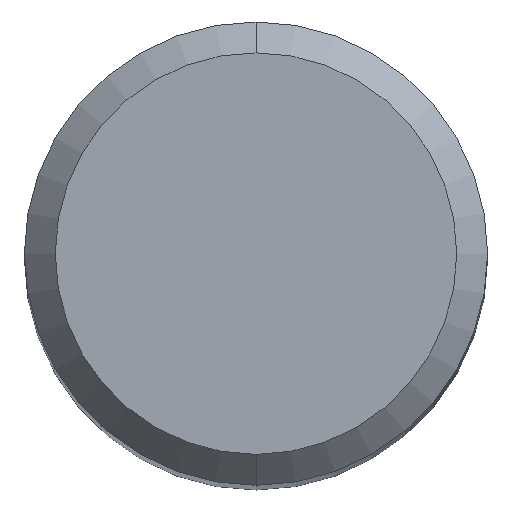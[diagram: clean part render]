
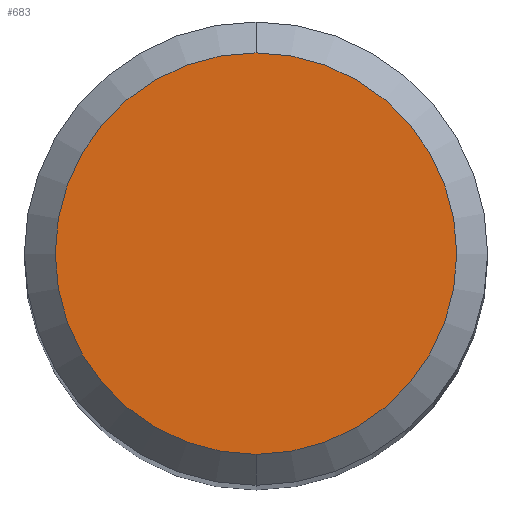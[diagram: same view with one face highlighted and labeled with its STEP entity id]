
A CAD part, top view. The second image highlights one B-rep face of the part: STEP entity #683.
In plain terms, the highlighted planar face has unit normal (0, 0, 1).
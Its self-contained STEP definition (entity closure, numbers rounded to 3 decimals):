
#683=ADVANCED_FACE('',(#1774),#1775,.T.);
#813=VERTEX_POINT('',#1916);
#1473=EDGE_CURVE('',#813,#1527,#2634,.T.);
#1509=EDGE_CURVE('',#1527,#813,#2679,.T.);
#1527=VERTEX_POINT('',#2700);
#1774=FACE_OUTER_BOUND('',#3613,.T.);
#1775=PLANE('',#3614);
#1916=CARTESIAN_POINT('',(0.,-2.6,0.0));
#2634=CIRCLE('',#7185,2.6);
#2679=CIRCLE('',#7465,2.6);
#2700=CARTESIAN_POINT('',(0.0,2.6,0.0));
#3613=EDGE_LOOP('',(#8223,#8224));
#3614=AXIS2_PLACEMENT_3D('',#8225,#8226,#8227);
#7185=AXIS2_PLACEMENT_3D('',#9136,#9137,#9138);
#7465=AXIS2_PLACEMENT_3D('',#9213,#9214,#9215);
#8223=ORIENTED_EDGE('',*,*,#1509,.F.);
#8224=ORIENTED_EDGE('',*,*,#1473,.F.);
#8225=CARTESIAN_POINT('',(0.0,1.3,0.0));
#8226=DIRECTION('',(-0.0,0.0,1.0));
#8227=DIRECTION('',(0.0,-1.0,0.0));
#9136=CARTESIAN_POINT('',(0.0,0.0,0.0));
#9137=DIRECTION('',(0.0,0.0,-1.0));
#9138=DIRECTION('',(0.0,1.0,0.0));
#9213=CARTESIAN_POINT('',(0.0,0.0,0.0));
#9214=DIRECTION('',(0.0,0.0,-1.0));
#9215=DIRECTION('',(0.0,1.0,0.0));
